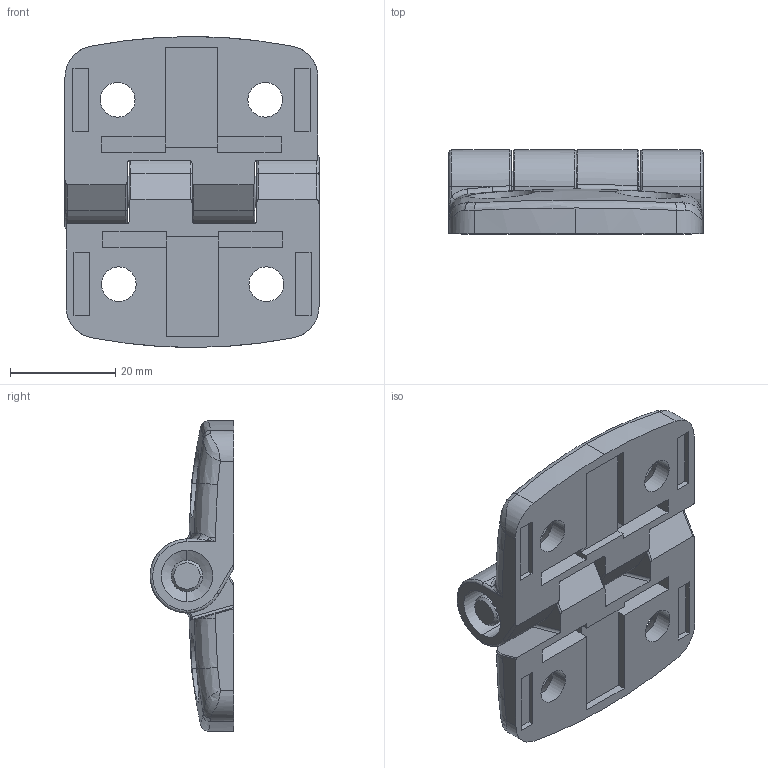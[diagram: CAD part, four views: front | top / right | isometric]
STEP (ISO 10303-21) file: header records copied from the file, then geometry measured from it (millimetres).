
FILE_DESCRIPTION (( 'STEP AP214' ), '1' );
FILE_NAME ('6228720', '2019-01-28T17:05:57', ( '' ), ('JUGARD+KÜNSTNER GmbH'), 'SwSTEP 2.0', 'SolidWorks 2017', '' );
FILE_SCHEMA (( 'AUTOMOTIVE_DESIGN' ));
Length unit declared in the file: millimetre
Products named in the file (3): 6228720; Part1; Part2
Assembly tree (3 placements, depth 2):
  6228720
    Part1  x2
    Part2
Bounding box: 48.2 x 15.9 x 59 mm (x, y, z)
Volume: 19620.3 mm3; surface area: 11428.2 mm2
Topology: 3 solids, 3 shells, 243 faces, 608 edges, 362 vertices
Faces by surface type: bspline 84, plane 75, cylinder 68, cone 16
Entity records: 6786 total; most frequent: CARTESIAN_POINT 2609, ORIENTED_EDGE 618, DIRECTION 477, EDGE_CURVE 309, VERTEX_POINT 188, AXIS2_PLACEMENT_3D 173, EDGE_LOOP 137, UNCERTAINTY_MEASURE_WITH_UNIT 134
